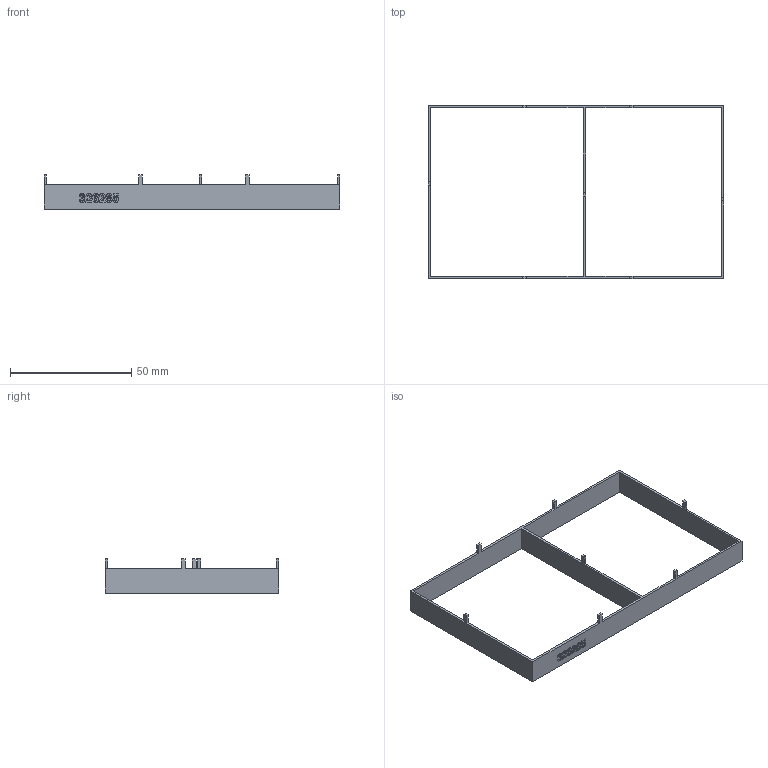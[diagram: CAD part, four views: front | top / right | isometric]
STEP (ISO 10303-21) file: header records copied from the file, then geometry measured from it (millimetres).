
FILE_DESCRIPTION(/* description */ (''),/* implementation_level */ '2;1');
FILE_NAME(/* name */ 'vic frame.step',/* time_stamp */ '2019-01-16T21:05:10+01:00',/* author */ ('boelle'),/* organization */ (''),/* preprocessor_version */ 'ST-DEVELOPER v17.2',/* originating_system */ 'Autodesk Translation Framework v7.6.0.251',/* authorisation */ '');
FILE_SCHEMA (('AUTOMOTIVE_DESIGN { 1 0 10303 214 3 1 1 }'));
Length unit declared in the file: millimetre
Products named in the file (1): vic frame
Bounding box: 122 x 71.6 x 14.1 mm (x, y, z)
Volume: 4616.4 mm3; surface area: 10175.8 mm2
Topology: 1 solids, 1 shells, 196 faces, 564 edges, 376 vertices
Faces by surface type: bspline 126, plane 70
Entity records: 7596 total; most frequent: CARTESIAN_POINT 3279, ORIENTED_EDGE 1128, EDGE_CURVE 564, DIRECTION 454, VERTEX_POINT 376, LINE 312, VECTOR 312, B_SPLINE_CURVE_WITH_KNOTS 252
